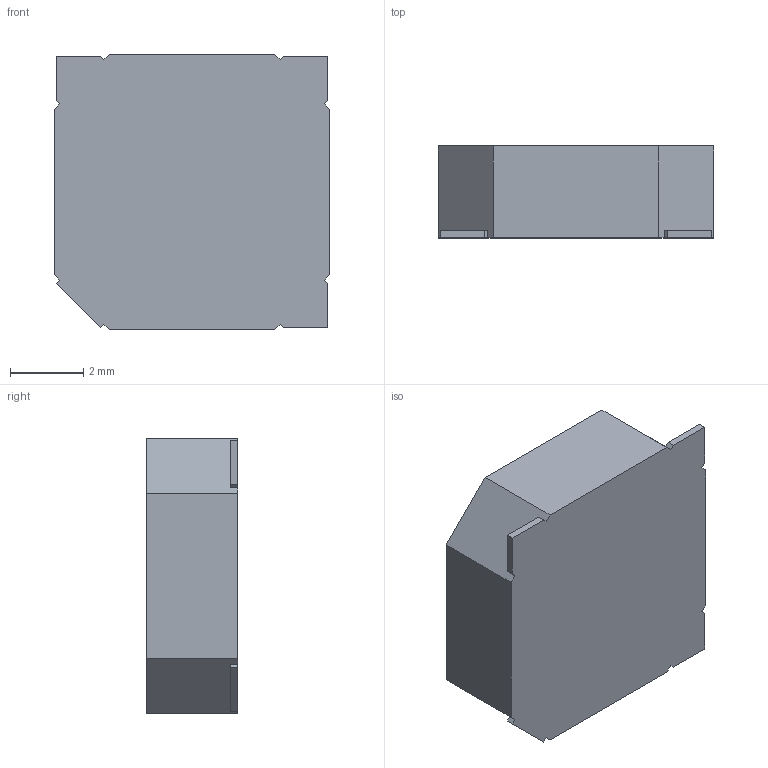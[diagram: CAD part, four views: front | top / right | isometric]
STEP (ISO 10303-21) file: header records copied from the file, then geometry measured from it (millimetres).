
FILE_DESCRIPTION (( 'STEP AP214' ), '1' );
FILE_NAME ('CUI_DEVICES_CMT-7525S-SMT-TR.step', '2019-10-20T21:37:59', ( '' ), ( '' ), 'SwSTEP 2.0', 'SolidWorks 2019', '' );
FILE_SCHEMA (( 'AUTOMOTIVE_DESIGN' ));
Length unit declared in the file: inch
Products named in the file (1): CUI_DEVICES_CMT-7525S-SMT-TR
Bounding box: 7.5 x 2.5 x 7.5 mm (x, y, z)
Volume: 123.2 mm3; surface area: 196.1 mm2
Topology: 1 solids, 1 shells, 34 faces, 93 edges, 62 vertices
Faces by surface type: plane 34
Entity records: 1344 total; most frequent: CARTESIAN_POINT 190, ORIENTED_EDGE 186, DIRECTION 163, VECTOR 93, LINE 93, EDGE_CURVE 93, VERTEX_POINT 62, EDGE_LOOP 35
